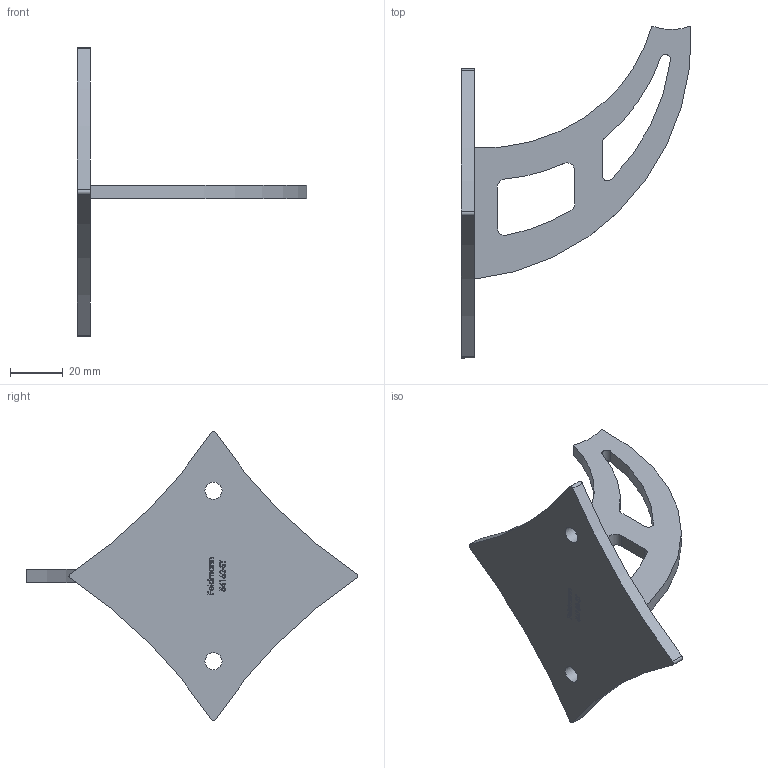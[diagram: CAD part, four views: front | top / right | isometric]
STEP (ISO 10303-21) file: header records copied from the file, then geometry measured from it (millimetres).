
FILE_DESCRIPTION (( 'STEP AP203' ), '1' );
FILE_NAME ('54162-ST.step', '2023-09-27T09:52:24', ( '' ), ( '' ), 'SwSTEP 2.0', 'SolidWorks 2018', '' );
FILE_SCHEMA (( 'CONFIG_CONTROL_DESIGN' ));
Length unit declared in the file: millimetre
Products named in the file (1): 54162-ST
Bounding box: 87.45 x 126.35 x 110 mm (x, y, z)
Volume: 40466.6 mm3; surface area: 19995.3 mm2
Topology: 1 solids, 1 shells, 241 faces, 651 edges, 434 vertices
Faces by surface type: plane 130, bspline 86, cylinder 25
Full cylindrical faces by diameter (mm): 6.5 x2
Entity records: 11814 total; most frequent: CARTESIAN_POINT 6203, ORIENTED_EDGE 1298, DIRECTION 839, EDGE_CURVE 649, VERTEX_POINT 434, LINE 427, VECTOR 427, EDGE_LOOP 273
